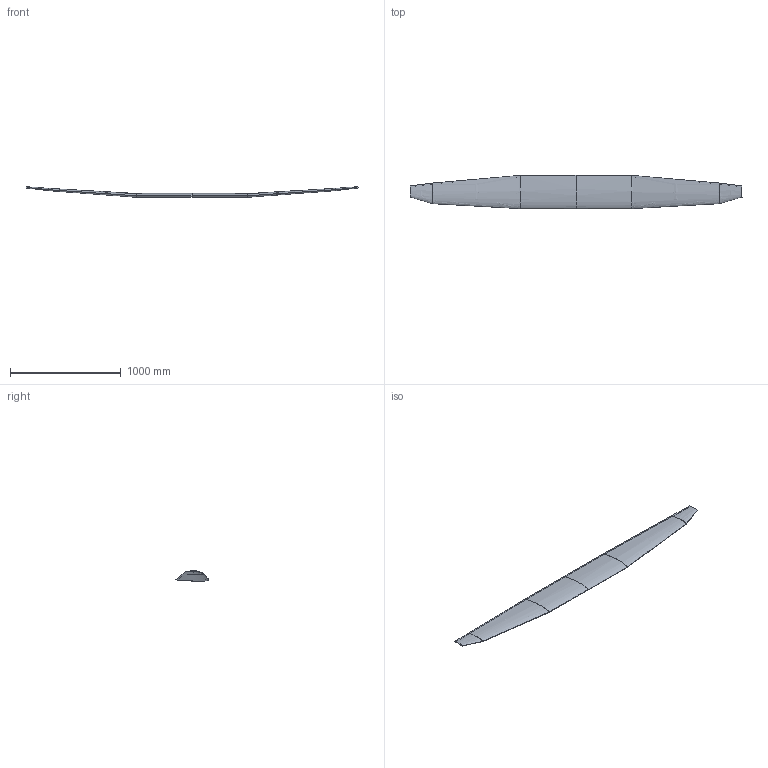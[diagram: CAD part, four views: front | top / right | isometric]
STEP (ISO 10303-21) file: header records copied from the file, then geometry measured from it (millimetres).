
FILE_DESCRIPTION(('CATIA V5 STEP Exchange'),'2;1');
FILE_NAME('Aile.stp','2014-04-21T09:45:43+00:00',('none'),('none'),'CATIA Version 5 Release 20 GA (IN-10)','CATIA V5 STEP AP203','none');
FILE_SCHEMA(('CONFIG_CONTROL_DESIGN'));
Length unit declared in the file: millimetre
Products named in the file (1): Aile
Bounding box: 3000.6 x 301.07 x 96.24 mm (x, y, z)
Volume: 1515871.9 mm3; surface area: 2957902.1 mm2
Topology: 1 solids, 1 shells, 52 faces, 148 edges, 88 vertices
Faces by surface type: bspline 52
Entity records: 14752 total; most frequent: CARTESIAN_POINT 13815, ORIENTED_EDGE 296, B_SPLINE_CURVE_WITH_KNOTS 148, EDGE_CURVE 148, VERTEX_POINT 88, ADVANCED_FACE 52, B_SPLINE_SURFACE_WITH_KNOTS 52, EDGE_LOOP 52
